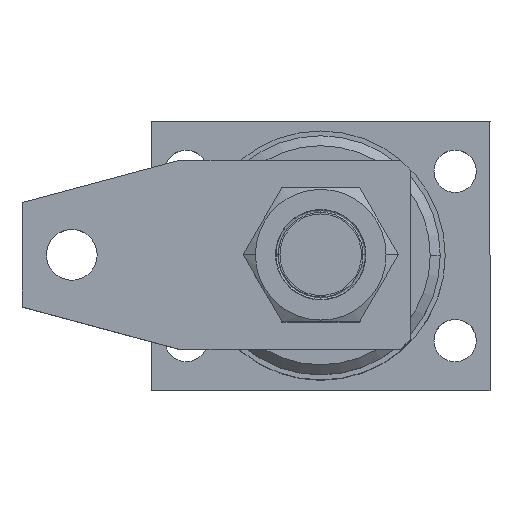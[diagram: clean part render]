
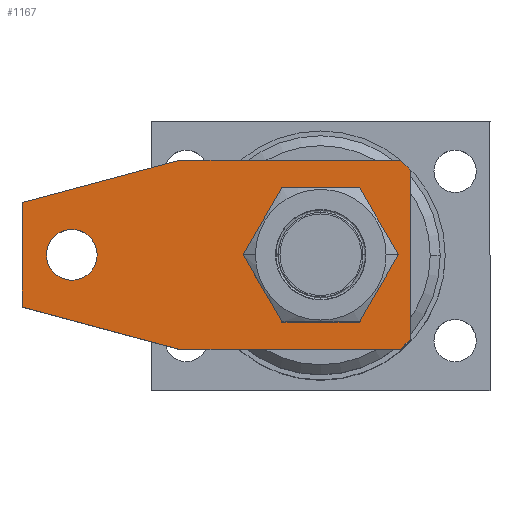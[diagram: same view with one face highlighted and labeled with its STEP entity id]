
A CAD part, top view. The second image highlights one B-rep face of the part: STEP entity #1167.
In plain terms, the highlighted face is planar.
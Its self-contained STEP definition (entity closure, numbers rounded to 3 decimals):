
#33 = AXIS2_PLACEMENT_3D ( 'NONE', #2190, #2187, #2180 ) ;
#61 = EDGE_CURVE ( 'NONE', #3885, #3912, #3116, .T. ) ;
#66 = EDGE_CURVE ( 'NONE', #3912, #3889, #3105, .T. ) ;
#68 = EDGE_CURVE ( 'NONE', #3889, #3780, #3103, .T. ) ;
#69 = EDGE_CURVE ( 'NONE', #3827, #3845, #3101, .T. ) ;
#73 = EDGE_CURVE ( 'NONE', #3823, #3863, #3091, .T. ) ;
#97 = EDGE_CURVE ( 'NONE', #3845, #3780, #3064, .T. ) ;
#122 = AXIS2_PLACEMENT_3D ( 'NONE', #1955, #1952, #1951 ) ;
#138 = AXIS2_PLACEMENT_3D ( 'NONE', #3680, #3671, #3661 ) ;
#314 = DIRECTION ( 'NONE',  ( 0.707, 0., -0.707 ) ) ;
#315 = DIRECTION ( 'NONE',  ( -0.966, 0., -0.259 ) ) ;
#389 = DIRECTION ( 'NONE',  ( 0., 0., -1. ) ) ;
#390 = CARTESIAN_POINT ( 'NONE',  ( -46.278, 19., 19. ) ) ;
#412 = CARTESIAN_POINT ( 'NONE',  ( -78., 19., -10.5 ) ) ;
#462 = DIRECTION ( 'NONE',  ( -1., 0., 0. ) ) ;
#464 = CARTESIAN_POINT ( 'NONE',  ( 0., 19., -19. ) ) ;
#477 = DIRECTION ( 'NONE',  ( 0.966, 0., -0.259 ) ) ;
#479 = CARTESIAN_POINT ( 'NONE',  ( -2., 19., 19. ) ) ;
#499 = CARTESIAN_POINT ( 'NONE',  ( -78., 19., 19. ) ) ;
#500 = CARTESIAN_POINT ( 'NONE',  ( 0., 19., -17. ) ) ;
#516 = DIRECTION ( 'NONE',  ( -0.707, 0., -0.707 ) ) ;
#738 = ORIENTED_EDGE ( 'NONE', *, *, #996, .F. ) ;
#739 = ORIENTED_EDGE ( 'NONE', *, *, #987, .F. ) ;
#740 = ORIENTED_EDGE ( 'NONE', *, *, #991, .F. ) ;
#794 = ORIENTED_EDGE ( 'NONE', *, *, #969, .T. ) ;
#819 = ORIENTED_EDGE ( 'NONE', *, *, #68, .F. ) ;
#845 = ORIENTED_EDGE ( 'NONE', *, *, #66, .F. ) ;
#879 = ORIENTED_EDGE ( 'NONE', *, *, #1067, .T. ) ;
#895 = ORIENTED_EDGE ( 'NONE', *, *, #97, .T. ) ;
#898 = ORIENTED_EDGE ( 'NONE', *, *, #73, .T. ) ;
#899 = ORIENTED_EDGE ( 'NONE', *, *, #1007, .T. ) ;
#912 = ORIENTED_EDGE ( 'NONE', *, *, #69, .T. ) ;
#969 = EDGE_CURVE ( 'NONE', #3777, #3766, #1431, .T. ) ;
#987 = EDGE_CURVE ( 'NONE', #3861, #3897, #1379, .T. ) ;
#991 = EDGE_CURVE ( 'NONE', #3897, #3861, #1364, .T. ) ;
#996 = EDGE_CURVE ( 'NONE', #3823, #3885, #1354, .T. ) ;
#1007 = EDGE_CURVE ( 'NONE', #3863, #3827, #1321, .T. ) ;
#1067 = EDGE_CURVE ( 'NONE', #3766, #3777, #2822, .T. ) ;
#1167 = ADVANCED_FACE ( 'NONE', ( #2652, #2646, #2647 ), #1876, .F. ) ;
#1315 = VECTOR ( 'NONE', #3381, 1000. ) ;
#1321 = LINE ( 'NONE', #3411, #1315 ) ;
#1352 = VECTOR ( 'NONE', #3709, 1000. ) ;
#1354 = LINE ( 'NONE', #3610, #1352 ) ;
#1364 = CIRCLE ( 'NONE', #138, 5.1 ) ;
#1379 = CIRCLE ( 'NONE', #122, 5.1 ) ;
#1431 = CIRCLE ( 'NONE', #33, 9.5 ) ;
#1618 = CARTESIAN_POINT ( 'NONE',  ( -78., 19., 10.5 ) ) ;
#1628 = CARTESIAN_POINT ( 'NONE',  ( -68., 19., 5.1 ) ) ;
#1640 = CARTESIAN_POINT ( 'NONE',  ( -78., 19., -10.5 ) ) ;
#1649 = CARTESIAN_POINT ( 'NONE',  ( -46.278, 19., 19. ) ) ;
#1666 = CARTESIAN_POINT ( 'NONE',  ( 0., 19., 17. ) ) ;
#1672 = CARTESIAN_POINT ( 'NONE',  ( -68., 19., -5.1 ) ) ;
#1726 = CARTESIAN_POINT ( 'NONE',  ( -2., 19., -19. ) ) ;
#1728 = CARTESIAN_POINT ( 'NONE',  ( 0., 19., -17. ) ) ;
#1744 = CARTESIAN_POINT ( 'NONE',  ( -2., 19., 19. ) ) ;
#1788 = CARTESIAN_POINT ( 'NONE',  ( -46.278, 19., -19. ) ) ;
#1790 = CARTESIAN_POINT ( 'NONE',  ( -18., 19., 9.5 ) ) ;
#1797 = CARTESIAN_POINT ( 'NONE',  ( -18., 19., -9.5 ) ) ;
#1874 = DIRECTION ( 'NONE',  ( 1., 0., 0. ) ) ;
#1876 = PLANE ( 'NONE',  #3039 ) ;
#1878 = CARTESIAN_POINT ( 'NONE',  ( 0., 19., 19. ) ) ;
#1885 = DIRECTION ( 'NONE',  ( 0., -1., 0. ) ) ;
#1951 = DIRECTION ( 'NONE',  ( 0., 0., 1. ) ) ;
#1952 = DIRECTION ( 'NONE',  ( 0., 1., 0. ) ) ;
#1955 = CARTESIAN_POINT ( 'NONE',  ( -68., 19., 0. ) ) ;
#2180 = DIRECTION ( 'NONE',  ( 1., 0., 0. ) ) ;
#2187 = DIRECTION ( 'NONE',  ( 0., -1., 0. ) ) ;
#2190 = CARTESIAN_POINT ( 'NONE',  ( -18., 19., 0. ) ) ;
#2646 = FACE_BOUND ( 'NONE', #3259, .T. ) ;
#2647 = FACE_OUTER_BOUND ( 'NONE', #3227, .T. ) ;
#2652 = FACE_BOUND ( 'NONE', #3228, .T. ) ;
#2822 = CIRCLE ( 'NONE', #2915, 9.5 ) ;
#2915 = AXIS2_PLACEMENT_3D ( 'NONE', #3530, #3529, #3528 ) ;
#3039 = AXIS2_PLACEMENT_3D ( 'NONE', #1878, #1885, #1874 ) ;
#3060 = VECTOR ( 'NONE', #462, 1000. ) ;
#3064 = LINE ( 'NONE', #464, #3060 ) ;
#3088 = VECTOR ( 'NONE', #314, 1000. ) ;
#3091 = LINE ( 'NONE', #479, #3088 ) ;
#3096 = VECTOR ( 'NONE', #516, 1000. ) ;
#3098 = VECTOR ( 'NONE', #477, 1000. ) ;
#3101 = LINE ( 'NONE', #500, #3096 ) ;
#3102 = VECTOR ( 'NONE', #389, 1000. ) ;
#3103 = LINE ( 'NONE', #412, #3098 ) ;
#3105 = LINE ( 'NONE', #499, #3102 ) ;
#3111 = VECTOR ( 'NONE', #315, 1000. ) ;
#3116 = LINE ( 'NONE', #390, #3111 ) ;
#3227 = EDGE_LOOP ( 'NONE', ( #738, #898, #899, #912, #895, #819, #845, #3866 ) ) ;
#3228 = EDGE_LOOP ( 'NONE', ( #879, #794 ) ) ;
#3259 = EDGE_LOOP ( 'NONE', ( #740, #739 ) ) ;
#3381 = DIRECTION ( 'NONE',  ( 0., 0., -1. ) ) ;
#3411 = CARTESIAN_POINT ( 'NONE',  ( 0., 19., 19. ) ) ;
#3528 = DIRECTION ( 'NONE',  ( 1., 0., 0. ) ) ;
#3529 = DIRECTION ( 'NONE',  ( 0., -1., 0. ) ) ;
#3530 = CARTESIAN_POINT ( 'NONE',  ( -18., 19., 0. ) ) ;
#3610 = CARTESIAN_POINT ( 'NONE',  ( 0., 19., 19. ) ) ;
#3661 = DIRECTION ( 'NONE',  ( 0., 0., 1. ) ) ;
#3671 = DIRECTION ( 'NONE',  ( 0., 1., 0. ) ) ;
#3680 = CARTESIAN_POINT ( 'NONE',  ( -68., 19., 0. ) ) ;
#3709 = DIRECTION ( 'NONE',  ( -1., 0., 0. ) ) ;
#3766 = VERTEX_POINT ( 'NONE', #1797 ) ;
#3777 = VERTEX_POINT ( 'NONE', #1790 ) ;
#3780 = VERTEX_POINT ( 'NONE', #1788 ) ;
#3823 = VERTEX_POINT ( 'NONE', #1744 ) ;
#3827 = VERTEX_POINT ( 'NONE', #1728 ) ;
#3845 = VERTEX_POINT ( 'NONE', #1726 ) ;
#3861 = VERTEX_POINT ( 'NONE', #1672 ) ;
#3863 = VERTEX_POINT ( 'NONE', #1666 ) ;
#3866 = ORIENTED_EDGE ( 'NONE', *, *, #61, .F. ) ;
#3885 = VERTEX_POINT ( 'NONE', #1649 ) ;
#3889 = VERTEX_POINT ( 'NONE', #1640 ) ;
#3897 = VERTEX_POINT ( 'NONE', #1628 ) ;
#3912 = VERTEX_POINT ( 'NONE', #1618 ) ;
